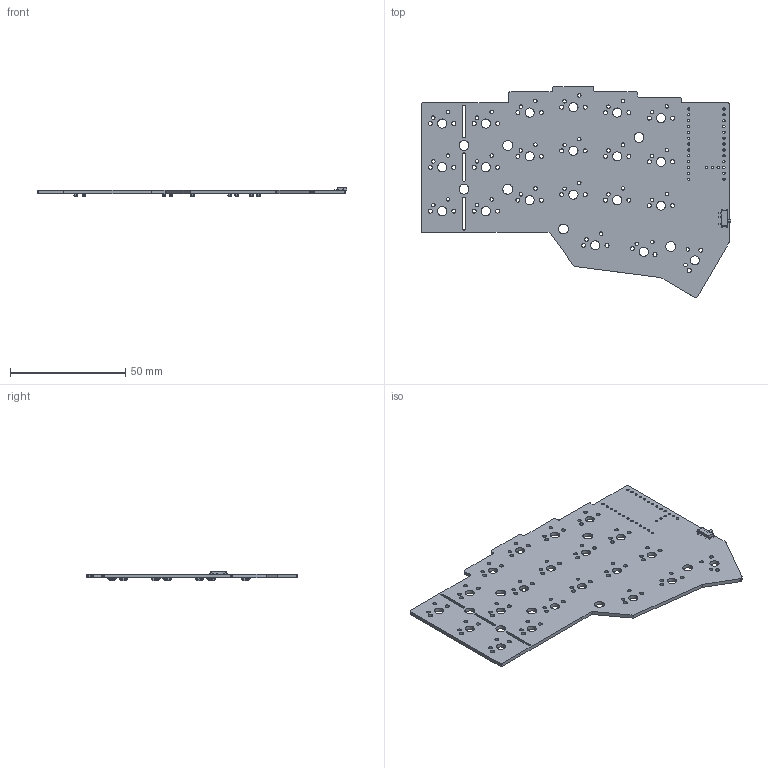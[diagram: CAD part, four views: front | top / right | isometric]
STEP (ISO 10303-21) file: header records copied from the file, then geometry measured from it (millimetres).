
FILE_DESCRIPTION(('KiCad electronic assembly'),'2;1');
FILE_NAME('corne-light-bt-mx.step','2023-10-21T23:10:37',('Pcbnew'),( 'Kicad'),'Open CASCADE STEP processor 7.6','KiCad to STEP converter' ,'Unknown');
FILE_SCHEMA(('AUTOMOTIVE_DESIGN { 1 0 10303 214 1 1 1 1 }'));
Length unit declared in the file: millimetre
Products named in the file (6): corne-light-bt-mx 1; SW_MSK12C02; COMPOUND; D_SOD-123; SOLID; _autosave-corne-light-bt-mx PCB
Assembly tree (25 placements, depth 3):
  corne-light-bt-mx 1
    SW_MSK12C02
      COMPOUND
    D_SOD-123  x21
      SOLID
    _autosave-corne-light-bt-mx PCB
Bounding box: 134.45 x 91.41 x 4.33 mm (x, y, z)
Volume: 13714.3 mm3; surface area: 19956.5 mm2
Topology: 28 solids, 28 shells, 1850 faces, 4523 edges, 2752 vertices
Faces by surface type: plane 947, bspline 546, cylinder 349, sphere 8
Full cylindrical faces by diameter (mm): 0.7 x2, 0.85 x2, 1 x29, 1.524 x42, 1.75 x42, 3.988 x21, 4.3 x7
Entity records: 37526 total; most frequent: CARTESIAN_POINT 8693, DIRECTION 5167, LINE 3381, VECTOR 3381, ORIENTED_EDGE 2806, PCURVE 2806, DEFINITIONAL_REPRESENTATION 2806, EDGE_CURVE 1403
